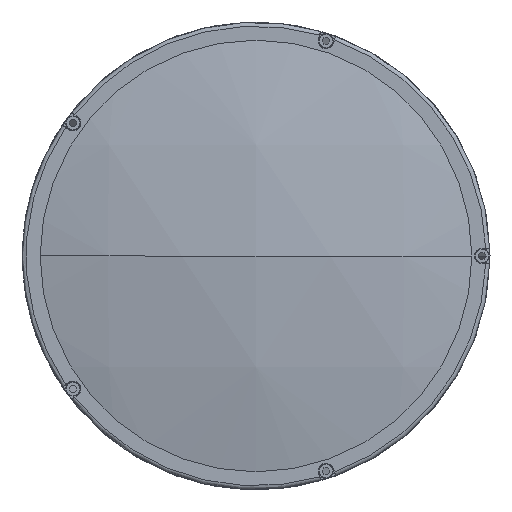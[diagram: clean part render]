
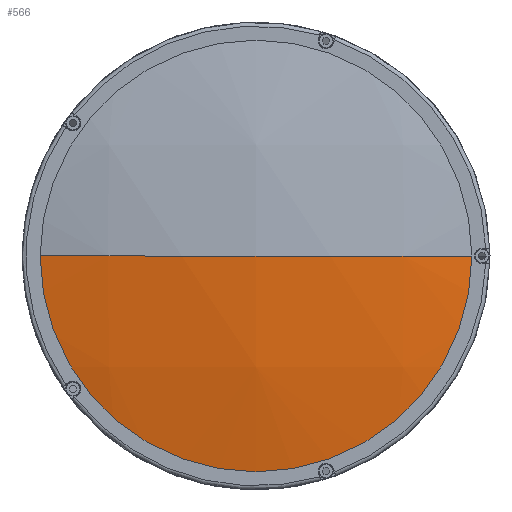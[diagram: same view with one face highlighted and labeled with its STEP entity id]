
A CAD part, left-side view. The second image highlights one B-rep face of the part: STEP entity #566.
In plain terms, the highlighted spherical face has radius 384 mm.
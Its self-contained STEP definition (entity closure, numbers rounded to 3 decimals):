
#288 = AXIS2_PLACEMENT_3D ( 'NONE', #2765, #1534, #979 ) ;
#566 = ADVANCED_FACE ( 'NONE', ( #4339 ), #3323, .T. ) ;
#695 = ORIENTED_EDGE ( 'NONE', *, *, #3283, .T. ) ;
#979 = DIRECTION ( 'NONE',  ( 0., 1., 0. ) ) ;
#1002 = DIRECTION ( 'NONE',  ( 0., 1., 0. ) ) ;
#1141 = AXIS2_PLACEMENT_3D ( 'NONE', #1987, #3117, #2096 ) ;
#1359 = DIRECTION ( 'NONE',  ( 0., 0., 1. ) ) ;
#1384 = ORIENTED_EDGE ( 'NONE', *, *, #4821, .F. ) ;
#1534 = DIRECTION ( 'NONE',  ( 0., 0., -1. ) ) ;
#1678 = AXIS2_PLACEMENT_3D ( 'NONE', #7003, #4134, #1359 ) ;
#1849 = EDGE_CURVE ( 'NONE', #6080, #6791, #5299, .T. ) ;
#1987 = CARTESIAN_POINT ( 'NONE',  ( 21.37, 0., 0. ) ) ;
#2096 = DIRECTION ( 'NONE',  ( 0., -1., 0. ) ) ;
#2765 = CARTESIAN_POINT ( 'NONE',  ( 21.37, 0., 0. ) ) ;
#2771 = EDGE_LOOP ( 'NONE', ( #4353, #695, #1384 ) ) ;
#3117 = DIRECTION ( 'NONE',  ( 0., 0., 1. ) ) ;
#3283 = EDGE_CURVE ( 'NONE', #6791, #5960, #5206, .T. ) ;
#3323 = SPHERICAL_SURFACE ( 'NONE', #6339, 384. ) ;
#3374 = CIRCLE ( 'NONE', #1141, 384. ) ;
#3794 = DIRECTION ( 'NONE',  ( 0., 0., -1. ) ) ;
#4032 = CARTESIAN_POINT ( 'NONE',  ( -353.104, -85., 0. ) ) ;
#4134 = DIRECTION ( 'NONE',  ( -1., 0., 0. ) ) ;
#4339 = FACE_OUTER_BOUND ( 'NONE', #2771, .T. ) ;
#4353 = ORIENTED_EDGE ( 'NONE', *, *, #1849, .T. ) ;
#4784 = CARTESIAN_POINT ( 'NONE',  ( -353.104, 85., 0. ) ) ;
#4821 = EDGE_CURVE ( 'NONE', #6080, #5960, #3374, .T. ) ;
#5206 = CIRCLE ( 'NONE', #288, 384. ) ;
#5222 = CARTESIAN_POINT ( 'NONE',  ( -362.63, 0., 0. ) ) ;
#5299 = CIRCLE ( 'NONE', #1678, 85. ) ;
#5553 = CARTESIAN_POINT ( 'NONE',  ( 21.37, 0., 0. ) ) ;
#5960 = VERTEX_POINT ( 'NONE', #5222 ) ;
#6080 = VERTEX_POINT ( 'NONE', #4784 ) ;
#6339 = AXIS2_PLACEMENT_3D ( 'NONE', #5553, #3794, #1002 ) ;
#6791 = VERTEX_POINT ( 'NONE', #4032 ) ;
#7003 = CARTESIAN_POINT ( 'NONE',  ( -353.104, 0., 0. ) ) ;
